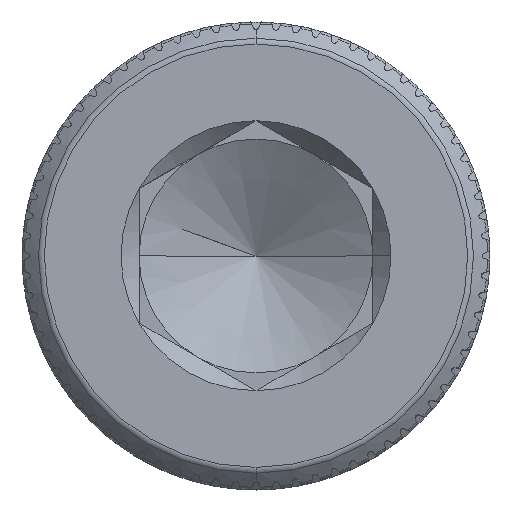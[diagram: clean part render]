
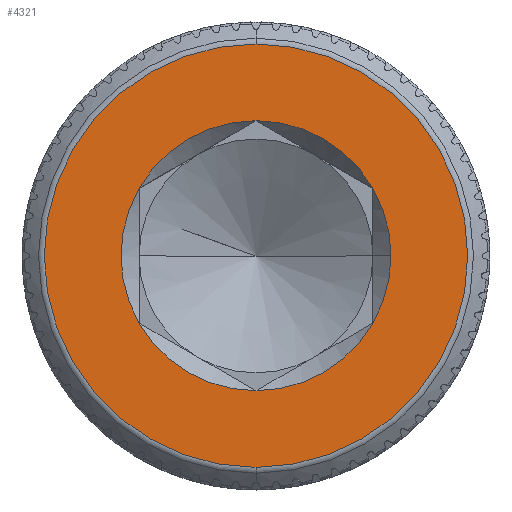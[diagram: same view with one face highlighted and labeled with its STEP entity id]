
A CAD part, top view. The second image highlights one B-rep face of the part: STEP entity #4321.
In plain terms, the highlighted planar face has unit normal (0, 0, 1).
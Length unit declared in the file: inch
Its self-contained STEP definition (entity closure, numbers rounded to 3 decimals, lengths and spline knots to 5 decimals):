
#89 = VERTEX_POINT ( 'NONE', #17876 ) ;
#233 = PLANE ( 'NONE',  #2609 ) ;
#348 = VERTEX_POINT ( 'NONE', #20465 ) ;
#528 = CIRCLE ( 'NONE', #12475, 0.10825 ) ;
#1495 = AXIS2_PLACEMENT_3D ( 'NONE', #14329, #9317, #9462 ) ;
#2078 = VERTEX_POINT ( 'NONE', #15154 ) ;
#2280 = AXIS2_PLACEMENT_3D ( 'NONE', #4254, #7543, #14139 ) ;
#2320 = CIRCLE ( 'NONE', #5320, 0.10825 ) ;
#2367 = DIRECTION ( 'NONE',  ( 0., 0., 1. ) ) ;
#2609 = AXIS2_PLACEMENT_3D ( 'NONE', #11770, #6829, #10069 ) ;
#2709 = EDGE_CURVE ( 'NONE', #348, #5424, #10366, .T. ) ;
#2932 = EDGE_CURVE ( 'NONE', #5424, #18745, #9315, .T. ) ;
#3096 = DIRECTION ( 'NONE',  ( 0., 0., 1. ) ) ;
#3098 = CARTESIAN_POINT ( 'NONE',  ( 0., 0., 0.5 ) ) ;
#3305 = AXIS2_PLACEMENT_3D ( 'NONE', #19902, #19703, #19830 ) ;
#3430 = DIRECTION ( 'NONE',  ( 1., 0., 0. ) ) ;
#3882 = EDGE_CURVE ( 'NONE', #18745, #12967, #9571, .T. ) ;
#3919 = ORIENTED_EDGE ( 'NONE', *, *, #20018, .F. ) ;
#4084 = DIRECTION ( 'NONE',  ( 1., 0., 0. ) ) ;
#4254 = CARTESIAN_POINT ( 'NONE',  ( 0., 0., 0.5 ) ) ;
#4273 = DIRECTION ( 'NONE',  ( 1., 0., 0. ) ) ;
#4321 = ADVANCED_FACE ( 'NONE', ( #13877, #7739 ), #233, .F. ) ;
#5108 = EDGE_CURVE ( 'NONE', #10151, #2078, #528, .T. ) ;
#5148 = CARTESIAN_POINT ( 'NONE',  ( -0.09375, 0.05413, 0.5 ) ) ;
#5320 = AXIS2_PLACEMENT_3D ( 'NONE', #20568, #7635, #4273 ) ;
#5424 = VERTEX_POINT ( 'NONE', #7692 ) ;
#5618 = CIRCLE ( 'NONE', #11903, 0.10825 ) ;
#5743 = AXIS2_PLACEMENT_3D ( 'NONE', #8495, #11576, #3430 ) ;
#6427 = DIRECTION ( 'NONE',  ( 1., 0., 0. ) ) ;
#6620 = EDGE_LOOP ( 'NONE', ( #3919, #17026, #8764, #10626, #16496, #17120, #10627 ) ) ;
#6829 = DIRECTION ( 'NONE',  ( 0., 0., -1. ) ) ;
#7329 = CARTESIAN_POINT ( 'NONE',  ( 0., 0., 0.5 ) ) ;
#7538 = DIRECTION ( 'NONE',  ( 0., 0., 1. ) ) ;
#7543 = DIRECTION ( 'NONE',  ( 0., 0., 1. ) ) ;
#7635 = DIRECTION ( 'NONE',  ( 0., 0., 1. ) ) ;
#7692 = CARTESIAN_POINT ( 'NONE',  ( 0.10825, 0., 0.5 ) ) ;
#7739 = FACE_OUTER_BOUND ( 'NONE', #18265, .T. ) ;
#8495 = CARTESIAN_POINT ( 'NONE',  ( 0., 0., 0.5 ) ) ;
#8712 = CIRCLE ( 'NONE', #3305, 0.10825 ) ;
#8764 = ORIENTED_EDGE ( 'NONE', *, *, #2932, .F. ) ;
#9196 = CARTESIAN_POINT ( 'NONE',  ( 0., 0.16978, 0.5 ) ) ;
#9203 = EDGE_CURVE ( 'NONE', #89, #13962, #13540, .T. ) ;
#9244 = ORIENTED_EDGE ( 'NONE', *, *, #21155, .T. ) ;
#9315 = CIRCLE ( 'NONE', #17153, 0.10825 ) ;
#9317 = DIRECTION ( 'NONE',  ( 0., 0., 1. ) ) ;
#9462 = DIRECTION ( 'NONE',  ( 0., -1., 0. ) ) ;
#9571 = CIRCLE ( 'NONE', #5743, 0.10825 ) ;
#10069 = DIRECTION ( 'NONE',  ( 0., 1., 0. ) ) ;
#10151 = VERTEX_POINT ( 'NONE', #5148 ) ;
#10366 = CIRCLE ( 'NONE', #20194, 0.10825 ) ;
#10626 = ORIENTED_EDGE ( 'NONE', *, *, #2709, .F. ) ;
#10627 = ORIENTED_EDGE ( 'NONE', *, *, #5108, .F. ) ;
#11213 = ORIENTED_EDGE ( 'NONE', *, *, #9203, .T. ) ;
#11500 = CARTESIAN_POINT ( 'NONE',  ( 0.09375, 0.05413, 0.5 ) ) ;
#11576 = DIRECTION ( 'NONE',  ( 0., 0., 1. ) ) ;
#11770 = CARTESIAN_POINT ( 'NONE',  ( 0., 0.16978, 0.5 ) ) ;
#11903 = AXIS2_PLACEMENT_3D ( 'NONE', #3098, #16200, #16481 ) ;
#12276 = CARTESIAN_POINT ( 'NONE',  ( 0., 0.10825, 0.5 ) ) ;
#12475 = AXIS2_PLACEMENT_3D ( 'NONE', #7329, #7538, #17460 ) ;
#12967 = VERTEX_POINT ( 'NONE', #12276 ) ;
#13540 = CIRCLE ( 'NONE', #2280, 0.16978 ) ;
#13690 = VERTEX_POINT ( 'NONE', #19671 ) ;
#13877 = FACE_BOUND ( 'NONE', #6620, .T. ) ;
#13962 = VERTEX_POINT ( 'NONE', #9196 ) ;
#14139 = DIRECTION ( 'NONE',  ( 0., -1., 0. ) ) ;
#14329 = CARTESIAN_POINT ( 'NONE',  ( 0., 0., 0.5 ) ) ;
#15154 = CARTESIAN_POINT ( 'NONE',  ( -0.09375, -0.05413, 0.5 ) ) ;
#15634 = CIRCLE ( 'NONE', #1495, 0.16978 ) ;
#16200 = DIRECTION ( 'NONE',  ( 0., 0., 1. ) ) ;
#16273 = CARTESIAN_POINT ( 'NONE',  ( 0., 0., 0.5 ) ) ;
#16481 = DIRECTION ( 'NONE',  ( 1., 0., 0. ) ) ;
#16496 = ORIENTED_EDGE ( 'NONE', *, *, #20863, .F. ) ;
#17026 = ORIENTED_EDGE ( 'NONE', *, *, #3882, .F. ) ;
#17120 = ORIENTED_EDGE ( 'NONE', *, *, #19664, .F. ) ;
#17153 = AXIS2_PLACEMENT_3D ( 'NONE', #16273, #3096, #6427 ) ;
#17460 = DIRECTION ( 'NONE',  ( 1., 0., 0. ) ) ;
#17876 = CARTESIAN_POINT ( 'NONE',  ( 0., -0.16978, 0.5 ) ) ;
#18265 = EDGE_LOOP ( 'NONE', ( #11213, #9244 ) ) ;
#18745 = VERTEX_POINT ( 'NONE', #11500 ) ;
#19664 = EDGE_CURVE ( 'NONE', #2078, #13690, #5618, .T. ) ;
#19671 = CARTESIAN_POINT ( 'NONE',  ( 0., -0.10825, 0.5 ) ) ;
#19703 = DIRECTION ( 'NONE',  ( 0., 0., 1. ) ) ;
#19830 = DIRECTION ( 'NONE',  ( 1., 0., 0. ) ) ;
#19902 = CARTESIAN_POINT ( 'NONE',  ( 0., 0., 0.5 ) ) ;
#20018 = EDGE_CURVE ( 'NONE', #12967, #10151, #2320, .T. ) ;
#20194 = AXIS2_PLACEMENT_3D ( 'NONE', #20389, #2367, #4084 ) ;
#20389 = CARTESIAN_POINT ( 'NONE',  ( 0., 0., 0.5 ) ) ;
#20465 = CARTESIAN_POINT ( 'NONE',  ( 0.09375, -0.05413, 0.5 ) ) ;
#20568 = CARTESIAN_POINT ( 'NONE',  ( 0., 0., 0.5 ) ) ;
#20863 = EDGE_CURVE ( 'NONE', #13690, #348, #8712, .T. ) ;
#21155 = EDGE_CURVE ( 'NONE', #13962, #89, #15634, .T. ) ;
